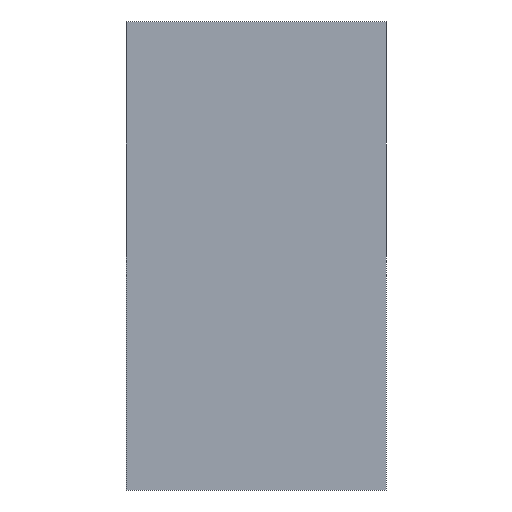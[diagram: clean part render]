
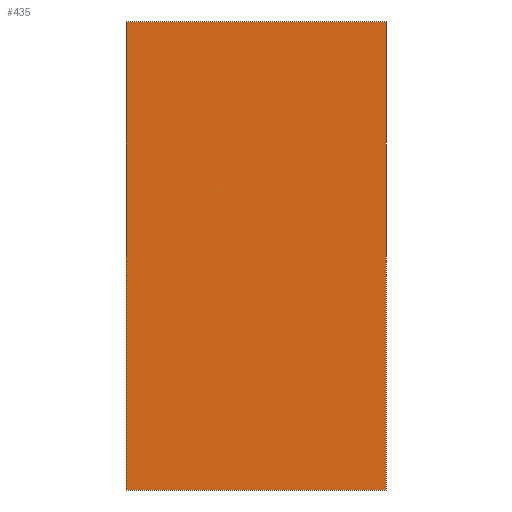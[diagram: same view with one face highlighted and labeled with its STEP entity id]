
A CAD part, front view. The second image highlights one B-rep face of the part: STEP entity #435.
In plain terms, the highlighted planar face has unit normal (0, -1, 0).
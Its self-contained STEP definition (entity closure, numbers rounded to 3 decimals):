
#4 = CARTESIAN_POINT ( 'NONE',  ( 0., 0., -18. ) ) ;
#5 = EDGE_CURVE ( 'NONE', #256, #163, #201, .T. ) ;
#15 = LINE ( 'NONE', #404, #81 ) ;
#60 = EDGE_LOOP ( 'NONE', ( #88, #431, #423, #235 ) ) ;
#77 = DIRECTION ( 'NONE',  ( 1., 0., 0. ) ) ;
#81 = VECTOR ( 'NONE', #196, 1000. ) ;
#83 = LINE ( 'NONE', #259, #134 ) ;
#87 = DIRECTION ( 'NONE',  ( 0., -1., 0. ) ) ;
#88 = ORIENTED_EDGE ( 'NONE', *, *, #147, .F. ) ;
#124 = DIRECTION ( 'NONE',  ( 0., 0., -1. ) ) ;
#134 = VECTOR ( 'NONE', #318, 1000. ) ;
#147 = EDGE_CURVE ( 'NONE', #378, #256, #313, .T. ) ;
#163 = VERTEX_POINT ( 'NONE', #218 ) ;
#166 = DIRECTION ( 'NONE',  ( 0., 0., -1. ) ) ;
#184 = FACE_OUTER_BOUND ( 'NONE', #60, .T. ) ;
#196 = DIRECTION ( 'NONE',  ( 0., 0., 1. ) ) ;
#201 = LINE ( 'NONE', #335, #368 ) ;
#209 = EDGE_CURVE ( 'NONE', #370, #378, #15, .T. ) ;
#218 = CARTESIAN_POINT ( 'NONE',  ( 10., 0., -18. ) ) ;
#219 = VECTOR ( 'NONE', #77, 1000. ) ;
#235 = ORIENTED_EDGE ( 'NONE', *, *, #5, .F. ) ;
#251 = CARTESIAN_POINT ( 'NONE',  ( 10., 0., 0. ) ) ;
#256 = VERTEX_POINT ( 'NONE', #407 ) ;
#259 = CARTESIAN_POINT ( 'NONE',  ( 0., 0., -18. ) ) ;
#292 = PLANE ( 'NONE',  #449 ) ;
#313 = LINE ( 'NONE', #251, #219 ) ;
#318 = DIRECTION ( 'NONE',  ( -1., 0., 0. ) ) ;
#335 = CARTESIAN_POINT ( 'NONE',  ( 10., 0., -18. ) ) ;
#368 = VECTOR ( 'NONE', #166, 1000. ) ;
#370 = VERTEX_POINT ( 'NONE', #4 ) ;
#378 = VERTEX_POINT ( 'NONE', #448 ) ;
#404 = CARTESIAN_POINT ( 'NONE',  ( 0., 0., 0. ) ) ;
#407 = CARTESIAN_POINT ( 'NONE',  ( 10., 0., 0. ) ) ;
#423 = ORIENTED_EDGE ( 'NONE', *, *, #437, .F. ) ;
#431 = ORIENTED_EDGE ( 'NONE', *, *, #209, .F. ) ;
#435 = ADVANCED_FACE ( 'NONE', ( #184 ), #292, .T. ) ;
#437 = EDGE_CURVE ( 'NONE', #163, #370, #83, .T. ) ;
#438 = CARTESIAN_POINT ( 'NONE',  ( 0., 0., 0. ) ) ;
#448 = CARTESIAN_POINT ( 'NONE',  ( 0., 0., 0. ) ) ;
#449 = AXIS2_PLACEMENT_3D ( 'NONE', #438, #87, #124 ) ;
